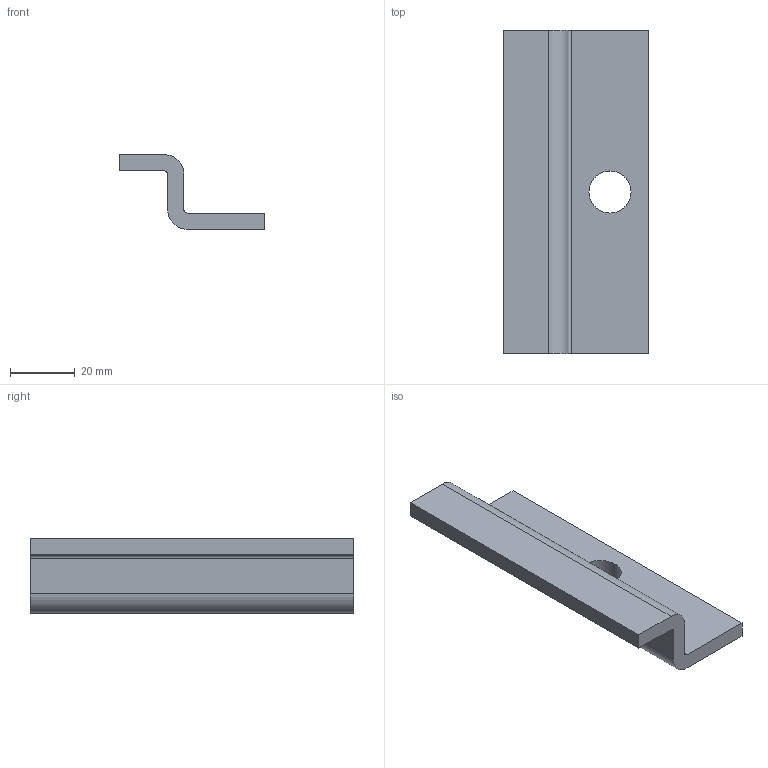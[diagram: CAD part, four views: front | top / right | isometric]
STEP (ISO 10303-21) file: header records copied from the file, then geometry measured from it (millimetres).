
FILE_DESCRIPTION((''),'2;1');
FILE_NAME('135607.stp','2010-07-15T09:52:44',('DMK009'),(''),'Autodesk Inventor 2010','Autodesk Inventor 2010','');
FILE_SCHEMA(('AUTOMOTIVE_DESIGN { 1 0 10303 214 1 1 1 1 }'));
Length unit declared in the file: millimetre
Products named in the file (1): MPT-Führung 135607
Bounding box: 45 x 100 x 23 mm (x, y, z)
Volume: 29334.5 mm3; surface area: 13537.8 mm2
Topology: 1 solids, 1 shells, 15 faces, 40 edges, 27 vertices
Faces by surface type: plane 10, cylinder 4, bspline 1
Entity records: 501 total; most frequent: CARTESIAN_POINT 97, DIRECTION 78, ORIENTED_EDGE 76, EDGE_CURVE 38, VECTOR 28, LINE 28, VERTEX_POINT 26, AXIS2_PLACEMENT_3D 25
